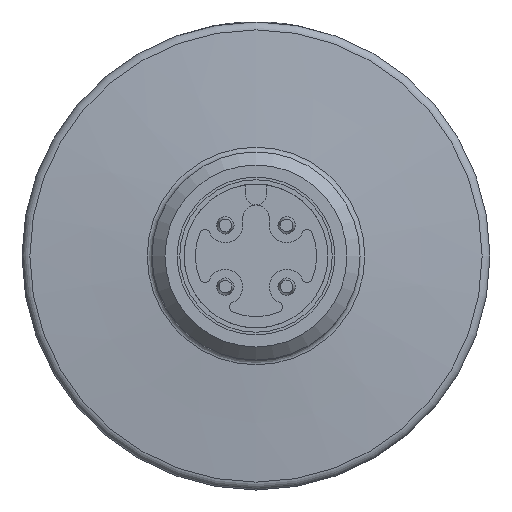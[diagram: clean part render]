
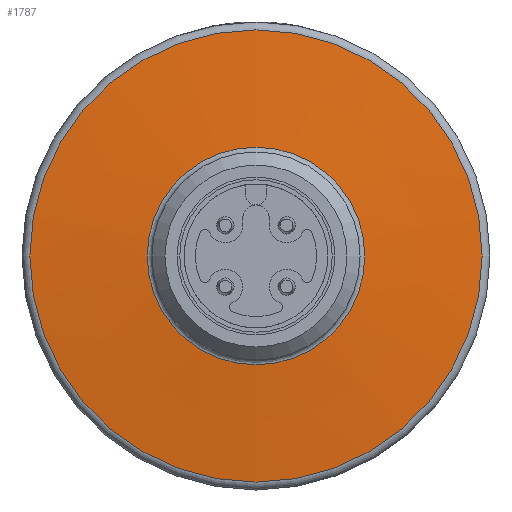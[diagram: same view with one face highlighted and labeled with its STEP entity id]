
A CAD part, front view. The second image highlights one B-rep face of the part: STEP entity #1787.
In plain terms, the highlighted conical face has half-angle 85 degrees and reference radius 6 mm.
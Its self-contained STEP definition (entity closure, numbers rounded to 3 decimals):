
#204=CONICAL_SURFACE('',#1908,6.,1.484);
#359=ORIENTED_EDGE('',*,*,#610,.T.);
#360=ORIENTED_EDGE('',*,*,#611,.T.);
#610=EDGE_CURVE('',#750,#750,#841,.T.);
#611=EDGE_CURVE('',#751,#751,#842,.T.);
#750=VERTEX_POINT('',#2590);
#751=VERTEX_POINT('',#2592);
#841=CIRCLE('',#1909,6.274);
#842=CIRCLE('',#1910,13.044);
#942=EDGE_LOOP('',(#359));
#943=EDGE_LOOP('',(#360));
#1063=FACE_BOUND('',#942,.T.);
#1064=FACE_BOUND('',#943,.T.);
#1787=ADVANCED_FACE('',(#1063,#1064),#204,.T.);
#1908=AXIS2_PLACEMENT_3D('',#2588,#2186,#2187);
#1909=AXIS2_PLACEMENT_3D('',#2589,#2188,#2189);
#1910=AXIS2_PLACEMENT_3D('',#2591,#2190,#2191);
#2186=DIRECTION('',(0.,1.,0.));
#2187=DIRECTION('',(0.,0.,-1.));
#2188=DIRECTION('',(0.,1.,0.));
#2189=DIRECTION('',(0.,0.,-1.));
#2190=DIRECTION('',(0.,-1.,0.));
#2191=DIRECTION('',(0.,0.,1.));
#2588=CARTESIAN_POINT('',(-0.018,-5.5,0.032));
#2589=CARTESIAN_POINT('',(-0.018,-5.476,0.032));
#2590=CARTESIAN_POINT('',(-0.018,-5.476,-6.242));
#2591=CARTESIAN_POINT('',(-0.018,-4.884,0.032));
#2592=CARTESIAN_POINT('',(-0.018,-4.884,13.076));
